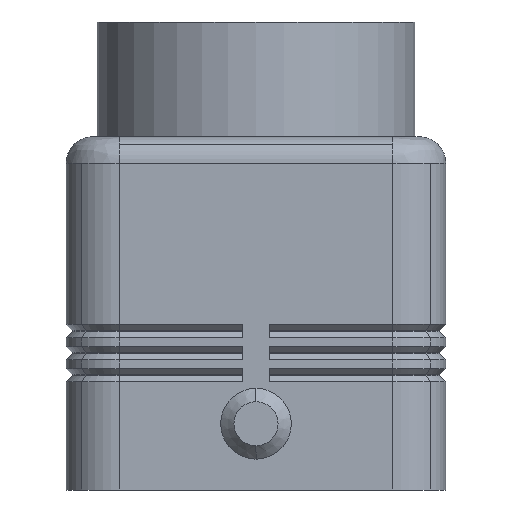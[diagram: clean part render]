
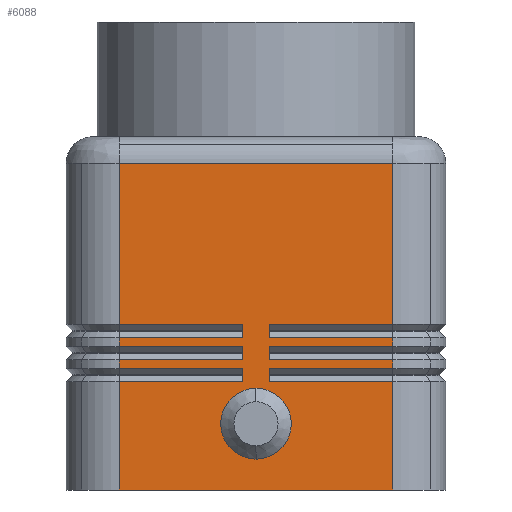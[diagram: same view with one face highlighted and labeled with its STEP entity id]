
A CAD part, left-side view. The second image highlights one B-rep face of the part: STEP entity #6088.
In plain terms, the highlighted planar face has unit normal (-1, 0, 0).
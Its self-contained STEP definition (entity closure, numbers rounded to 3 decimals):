
#448=CARTESIAN_POINT('',(-30.0,-15.5,12.25));
#449=VERTEX_POINT('',#448);
#676=CARTESIAN_POINT('',(-30.0,-15.5,14.75));
#677=VERTEX_POINT('',#676);
#936=CARTESIAN_POINT('',(-30.0,-15.5,17.25));
#937=VERTEX_POINT('',#936);
#978=CARTESIAN_POINT('',(-30.0,15.5,13.75));
#979=VERTEX_POINT('',#978);
#1374=CARTESIAN_POINT('',(-30.0,15.5,16.25));
#1375=VERTEX_POINT('',#1374);
#1558=CARTESIAN_POINT('',(-30.0,15.5,18.75));
#1559=VERTEX_POINT('',#1558);
#2801=CARTESIAN_POINT('',(-30.,0.0,11.5));
#2802=VERTEX_POINT('',#2801);
#2818=CARTESIAN_POINT('',(-30.0,0.,3.5));
#2819=VERTEX_POINT('',#2818);
#2826=CARTESIAN_POINT('',(-30.,0.0,7.5));
#2827=DIRECTION('',(1.0,0.0,0.0));
#2828=DIRECTION('',(0.0,0.0,1.0));
#2829=AXIS2_PLACEMENT_3D('',#2826,#2827,#2828);
#2830=CIRCLE('',#2829,4.);
#2831=EDGE_CURVE('',#2802,#2819,#2830,.T.);
#3518=CARTESIAN_POINT('',(-30.,0.0,7.5));
#3519=DIRECTION('',(1.0,0.0,0.0));
#3520=DIRECTION('',(0.0,0.0,1.0));
#3521=AXIS2_PLACEMENT_3D('',#3518,#3519,#3520);
#3522=CIRCLE('',#3521,4.);
#3523=EDGE_CURVE('',#2819,#2802,#3522,.T.);
#3617=CARTESIAN_POINT('',(-30.0,-15.5,37.));
#3618=VERTEX_POINT('',#3617);
#3687=CARTESIAN_POINT('',(-30.0,15.5,37.));
#3688=VERTEX_POINT('',#3687);
#3696=CARTESIAN_POINT('',(-30.0,15.5,37.));
#3697=DIRECTION('',(0.0,-1.0,0.0));
#3698=VECTOR('',#3697,31.);
#3699=LINE('',#3696,#3698);
#3700=EDGE_CURVE('',#3688,#3618,#3699,.T.);
#5509=CARTESIAN_POINT('',(-30.0,15.5,17.25));
#5510=VERTEX_POINT('',#5509);
#5517=CARTESIAN_POINT('',(-30.0,1.5,17.25));
#5518=VERTEX_POINT('',#5517);
#5519=CARTESIAN_POINT('',(-30.0,15.5,17.25));
#5520=DIRECTION('',(0.0,-1.0,0.0));
#5521=VECTOR('',#5520,14.);
#5522=LINE('',#5519,#5521);
#5523=EDGE_CURVE('',#5510,#5518,#5522,.T.);
#5747=CARTESIAN_POINT('',(-30.0,1.5,18.75));
#5748=VERTEX_POINT('',#5747);
#5755=CARTESIAN_POINT('',(-30.0,1.5,18.75));
#5756=DIRECTION('',(0.0,1.0,0.0));
#5757=VECTOR('',#5756,14.);
#5758=LINE('',#5755,#5757);
#5759=EDGE_CURVE('',#5748,#1559,#5758,.T.);
#5770=CARTESIAN_POINT('',(-30.0,15.5,14.75));
#5771=VERTEX_POINT('',#5770);
#5803=CARTESIAN_POINT('',(-30.0,1.5,14.75));
#5804=VERTEX_POINT('',#5803);
#5805=CARTESIAN_POINT('',(-30.0,15.5,14.75));
#5806=DIRECTION('',(0.0,-1.0,0.0));
#5807=VECTOR('',#5806,14.);
#5808=LINE('',#5805,#5807);
#5809=EDGE_CURVE('',#5771,#5804,#5808,.T.);
#5899=CARTESIAN_POINT('',(-30.0,0.0,40.));
#5900=DIRECTION('',(-1.0,0.0,0.0));
#5901=DIRECTION('',(0.0,0.0,1.0));
#5902=AXIS2_PLACEMENT_3D('',#5899,#5900,#5901);
#5903=PLANE('',#5902);
#5904=ORIENTED_EDGE('',*,*,#3700,.F.);
#5905=CARTESIAN_POINT('',(-30.0,15.5,18.75));
#5906=DIRECTION('',(0.0,0.0,1.0));
#5907=VECTOR('',#5906,18.25);
#5908=LINE('',#5905,#5907);
#5909=EDGE_CURVE('',#1559,#3688,#5908,.T.);
#5910=ORIENTED_EDGE('',*,*,#5909,.F.);
#5911=ORIENTED_EDGE('',*,*,#5759,.F.);
#5912=CARTESIAN_POINT('',(-30.0,1.5,17.25));
#5913=DIRECTION('',(0.0,0.0,1.0));
#5914=VECTOR('',#5913,1.5);
#5915=LINE('',#5912,#5914);
#5916=EDGE_CURVE('',#5518,#5748,#5915,.T.);
#5917=ORIENTED_EDGE('',*,*,#5916,.F.);
#5918=ORIENTED_EDGE('',*,*,#5523,.F.);
#5919=CARTESIAN_POINT('',(-30.0,15.5,16.25));
#5920=DIRECTION('',(0.0,0.0,1.0));
#5921=VECTOR('',#5920,1.0);
#5922=LINE('',#5919,#5921);
#5923=EDGE_CURVE('',#1375,#5510,#5922,.T.);
#5924=ORIENTED_EDGE('',*,*,#5923,.F.);
#5925=CARTESIAN_POINT('',(-30.0,1.5,16.25));
#5926=VERTEX_POINT('',#5925);
#5927=CARTESIAN_POINT('',(-30.0,1.5,16.25));
#5928=DIRECTION('',(0.0,1.0,0.0));
#5929=VECTOR('',#5928,14.);
#5930=LINE('',#5927,#5929);
#5931=EDGE_CURVE('',#5926,#1375,#5930,.T.);
#5932=ORIENTED_EDGE('',*,*,#5931,.F.);
#5933=CARTESIAN_POINT('',(-30.0,1.5,14.75));
#5934=DIRECTION('',(0.0,0.0,1.0));
#5935=VECTOR('',#5934,1.5);
#5936=LINE('',#5933,#5935);
#5937=EDGE_CURVE('',#5804,#5926,#5936,.T.);
#5938=ORIENTED_EDGE('',*,*,#5937,.F.);
#5939=ORIENTED_EDGE('',*,*,#5809,.F.);
#5940=CARTESIAN_POINT('',(-30.0,15.5,13.75));
#5941=DIRECTION('',(0.0,0.0,1.0));
#5942=VECTOR('',#5941,1.);
#5943=LINE('',#5940,#5942);
#5944=EDGE_CURVE('',#979,#5771,#5943,.T.);
#5945=ORIENTED_EDGE('',*,*,#5944,.F.);
#5946=CARTESIAN_POINT('',(-30.0,1.5,13.75));
#5947=VERTEX_POINT('',#5946);
#5948=CARTESIAN_POINT('',(-30.0,1.5,13.75));
#5949=DIRECTION('',(0.0,1.0,0.0));
#5950=VECTOR('',#5949,14.);
#5951=LINE('',#5948,#5950);
#5952=EDGE_CURVE('',#5947,#979,#5951,.T.);
#5953=ORIENTED_EDGE('',*,*,#5952,.F.);
#5954=CARTESIAN_POINT('',(-30.0,1.5,12.25));
#5955=VERTEX_POINT('',#5954);
#5956=CARTESIAN_POINT('',(-30.0,1.5,12.25));
#5957=DIRECTION('',(0.0,0.0,1.0));
#5958=VECTOR('',#5957,1.5);
#5959=LINE('',#5956,#5958);
#5960=EDGE_CURVE('',#5955,#5947,#5959,.T.);
#5961=ORIENTED_EDGE('',*,*,#5960,.F.);
#5962=CARTESIAN_POINT('',(-30.0,15.5,12.25));
#5963=VERTEX_POINT('',#5962);
#5964=CARTESIAN_POINT('',(-30.0,15.5,12.25));
#5965=DIRECTION('',(0.0,-1.0,0.0));
#5966=VECTOR('',#5965,14.);
#5967=LINE('',#5964,#5966);
#5968=EDGE_CURVE('',#5963,#5955,#5967,.T.);
#5969=ORIENTED_EDGE('',*,*,#5968,.F.);
#5970=CARTESIAN_POINT('',(-30.0,15.5,0.0));
#5971=VERTEX_POINT('',#5970);
#5972=CARTESIAN_POINT('',(-30.0,15.5,0.0));
#5973=DIRECTION('',(0.0,0.0,1.0));
#5974=VECTOR('',#5973,12.25);
#5975=LINE('',#5972,#5974);
#5976=EDGE_CURVE('',#5971,#5963,#5975,.T.);
#5977=ORIENTED_EDGE('',*,*,#5976,.F.);
#5978=CARTESIAN_POINT('',(-30.0,-15.5,0.0));
#5979=VERTEX_POINT('',#5978);
#5980=CARTESIAN_POINT('',(-30.0,-15.5,0.0));
#5981=DIRECTION('',(0.0,1.0,0.0));
#5982=VECTOR('',#5981,31.);
#5983=LINE('',#5980,#5982);
#5984=EDGE_CURVE('',#5979,#5971,#5983,.T.);
#5985=ORIENTED_EDGE('',*,*,#5984,.F.);
#5986=CARTESIAN_POINT('',(-30.0,-15.5,12.25));
#5987=DIRECTION('',(0.0,0.0,-1.0));
#5988=VECTOR('',#5987,12.25);
#5989=LINE('',#5986,#5988);
#5990=EDGE_CURVE('',#449,#5979,#5989,.T.);
#5991=ORIENTED_EDGE('',*,*,#5990,.F.);
#5992=CARTESIAN_POINT('',(-30.0,-1.5,12.25));
#5993=VERTEX_POINT('',#5992);
#5994=CARTESIAN_POINT('',(-30.0,-1.5,12.25));
#5995=DIRECTION('',(0.0,-1.0,0.0));
#5996=VECTOR('',#5995,14.);
#5997=LINE('',#5994,#5996);
#5998=EDGE_CURVE('',#5993,#449,#5997,.T.);
#5999=ORIENTED_EDGE('',*,*,#5998,.F.);
#6000=CARTESIAN_POINT('',(-30.0,-1.5,13.75));
#6001=VERTEX_POINT('',#6000);
#6002=CARTESIAN_POINT('',(-30.0,-1.5,13.75));
#6003=DIRECTION('',(0.0,0.0,-1.0));
#6004=VECTOR('',#6003,1.5);
#6005=LINE('',#6002,#6004);
#6006=EDGE_CURVE('',#6001,#5993,#6005,.T.);
#6007=ORIENTED_EDGE('',*,*,#6006,.F.);
#6008=CARTESIAN_POINT('',(-30.0,-15.5,13.75));
#6009=VERTEX_POINT('',#6008);
#6010=CARTESIAN_POINT('',(-30.0,-15.5,13.75));
#6011=DIRECTION('',(0.0,1.0,0.0));
#6012=VECTOR('',#6011,14.);
#6013=LINE('',#6010,#6012);
#6014=EDGE_CURVE('',#6009,#6001,#6013,.T.);
#6015=ORIENTED_EDGE('',*,*,#6014,.F.);
#6016=CARTESIAN_POINT('',(-30.0,-15.5,14.75));
#6017=DIRECTION('',(0.0,0.0,-1.0));
#6018=VECTOR('',#6017,1.0);
#6019=LINE('',#6016,#6018);
#6020=EDGE_CURVE('',#677,#6009,#6019,.T.);
#6021=ORIENTED_EDGE('',*,*,#6020,.F.);
#6022=CARTESIAN_POINT('',(-30.0,-1.5,14.75));
#6023=VERTEX_POINT('',#6022);
#6024=CARTESIAN_POINT('',(-30.0,-1.5,14.75));
#6025=DIRECTION('',(0.0,-1.0,0.0));
#6026=VECTOR('',#6025,14.);
#6027=LINE('',#6024,#6026);
#6028=EDGE_CURVE('',#6023,#677,#6027,.T.);
#6029=ORIENTED_EDGE('',*,*,#6028,.F.);
#6030=CARTESIAN_POINT('',(-30.0,-1.5,16.25));
#6031=VERTEX_POINT('',#6030);
#6032=CARTESIAN_POINT('',(-30.0,-1.5,16.25));
#6033=DIRECTION('',(0.0,0.0,-1.0));
#6034=VECTOR('',#6033,1.5);
#6035=LINE('',#6032,#6034);
#6036=EDGE_CURVE('',#6031,#6023,#6035,.T.);
#6037=ORIENTED_EDGE('',*,*,#6036,.F.);
#6038=CARTESIAN_POINT('',(-30.0,-15.5,16.25));
#6039=VERTEX_POINT('',#6038);
#6040=CARTESIAN_POINT('',(-30.0,-15.5,16.25));
#6041=DIRECTION('',(0.0,1.0,0.0));
#6042=VECTOR('',#6041,14.);
#6043=LINE('',#6040,#6042);
#6044=EDGE_CURVE('',#6039,#6031,#6043,.T.);
#6045=ORIENTED_EDGE('',*,*,#6044,.F.);
#6046=CARTESIAN_POINT('',(-30.0,-15.5,17.25));
#6047=DIRECTION('',(0.0,0.0,-1.0));
#6048=VECTOR('',#6047,1.0);
#6049=LINE('',#6046,#6048);
#6050=EDGE_CURVE('',#937,#6039,#6049,.T.);
#6051=ORIENTED_EDGE('',*,*,#6050,.F.);
#6052=CARTESIAN_POINT('',(-30.0,-1.5,17.25));
#6053=VERTEX_POINT('',#6052);
#6054=CARTESIAN_POINT('',(-30.0,-1.5,17.25));
#6055=DIRECTION('',(0.0,-1.0,0.0));
#6056=VECTOR('',#6055,14.);
#6057=LINE('',#6054,#6056);
#6058=EDGE_CURVE('',#6053,#937,#6057,.T.);
#6059=ORIENTED_EDGE('',*,*,#6058,.F.);
#6060=CARTESIAN_POINT('',(-30.0,-1.5,18.75));
#6061=VERTEX_POINT('',#6060);
#6062=CARTESIAN_POINT('',(-30.0,-1.5,18.75));
#6063=DIRECTION('',(0.0,0.0,-1.0));
#6064=VECTOR('',#6063,1.5);
#6065=LINE('',#6062,#6064);
#6066=EDGE_CURVE('',#6061,#6053,#6065,.T.);
#6067=ORIENTED_EDGE('',*,*,#6066,.F.);
#6068=CARTESIAN_POINT('',(-30.0,-15.5,18.75));
#6069=VERTEX_POINT('',#6068);
#6070=CARTESIAN_POINT('',(-30.0,-15.5,18.75));
#6071=DIRECTION('',(0.0,1.0,0.0));
#6072=VECTOR('',#6071,14.);
#6073=LINE('',#6070,#6072);
#6074=EDGE_CURVE('',#6069,#6061,#6073,.T.);
#6075=ORIENTED_EDGE('',*,*,#6074,.F.);
#6076=CARTESIAN_POINT('',(-30.0,-15.5,37.));
#6077=DIRECTION('',(0.0,0.0,-1.0));
#6078=VECTOR('',#6077,18.25);
#6079=LINE('',#6076,#6078);
#6080=EDGE_CURVE('',#3618,#6069,#6079,.T.);
#6081=ORIENTED_EDGE('',*,*,#6080,.F.);
#6082=EDGE_LOOP('',(#5904,#5910,#5911,#5917,#5918,#5924,#5932,#5938,#5939,#5945,#5953,#5961,#5969,#5977,#5985,#5991,#5999,#6007,#6015,#6021,#6029,#6037,#6045,#6051,#6059,#6067,#6075,#6081));
#6083=FACE_OUTER_BOUND('',#6082,.T.);
#6084=ORIENTED_EDGE('',*,*,#2831,.T.);
#6085=ORIENTED_EDGE('',*,*,#3523,.T.);
#6086=EDGE_LOOP('',(#6084,#6085));
#6087=FACE_BOUND('',#6086,.T.);
#6088=ADVANCED_FACE('',(#6083,#6087),#5903,.T.);
